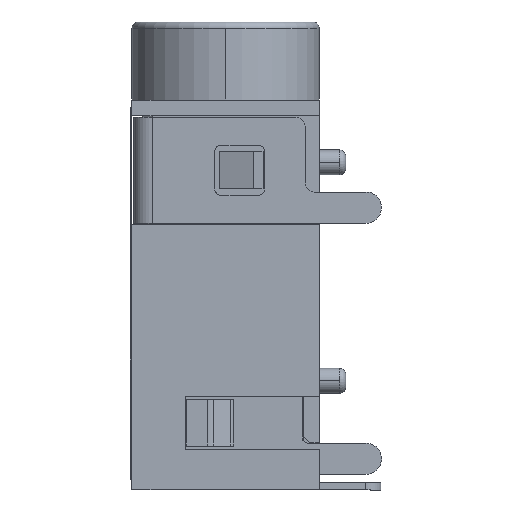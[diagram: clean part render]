
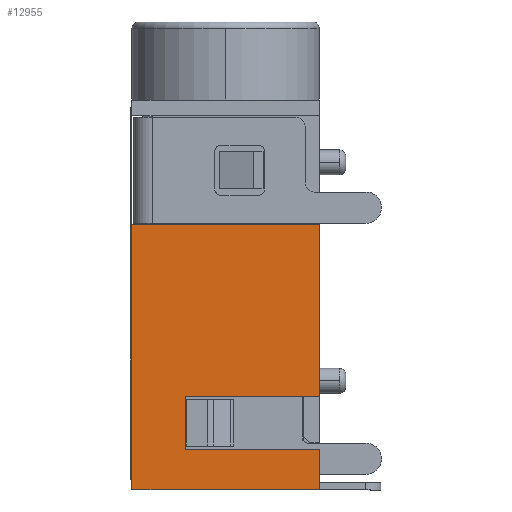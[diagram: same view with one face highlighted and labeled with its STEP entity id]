
A CAD part, left-side view. The second image highlights one B-rep face of the part: STEP entity #12955.
In plain terms, the highlighted planar face has unit normal (-1, 0, 0).
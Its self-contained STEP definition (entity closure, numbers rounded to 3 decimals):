
#199 = EDGE_LOOP ( 'NONE', ( #18214, #8160, #1417, #9974, #6652, #6499, #15685, #19537 ) ) ;
#422 = DIRECTION ( 'NONE',  ( 0., -1., 0. ) ) ;
#563 = VERTEX_POINT ( 'NONE', #8004 ) ;
#777 = DIRECTION ( 'NONE',  ( 0., -1., 0. ) ) ;
#920 = DIRECTION ( 'NONE',  ( 0., 0., -1. ) ) ;
#1417 = ORIENTED_EDGE ( 'NONE', *, *, #14477, .F. ) ;
#1512 = CARTESIAN_POINT ( 'NONE',  ( -3.55, 3., 3. ) ) ;
#1878 = CARTESIAN_POINT ( 'NONE',  ( -3.55, -3., 12.5 ) ) ;
#2408 = VECTOR ( 'NONE', #7999, 1000. ) ;
#2510 = CARTESIAN_POINT ( 'NONE',  ( -3.55, 1.3, 3. ) ) ;
#2533 = VECTOR ( 'NONE', #2865, 1000. ) ;
#2763 = DIRECTION ( 'NONE',  ( 0., 0., -1. ) ) ;
#2865 = DIRECTION ( 'NONE',  ( 0., 0., -1. ) ) ;
#3113 = CARTESIAN_POINT ( 'NONE',  ( -3.55, 1.3, 1.3 ) ) ;
#3349 = AXIS2_PLACEMENT_3D ( 'NONE', #13022, #8591, #920 ) ;
#3467 = VECTOR ( 'NONE', #12233, 1000. ) ;
#3836 = CARTESIAN_POINT ( 'NONE',  ( -3.55, -3., 0. ) ) ;
#3855 = VERTEX_POINT ( 'NONE', #3113 ) ;
#4936 = CARTESIAN_POINT ( 'NONE',  ( -3.55, 3., 8.5 ) ) ;
#4973 = LINE ( 'NONE', #1512, #13597 ) ;
#5316 = CARTESIAN_POINT ( 'NONE',  ( -3.55, 3., 8.5 ) ) ;
#6465 = LINE ( 'NONE', #1878, #2408 ) ;
#6499 = ORIENTED_EDGE ( 'NONE', *, *, #14345, .F. ) ;
#6652 = ORIENTED_EDGE ( 'NONE', *, *, #14701, .F. ) ;
#6713 = DIRECTION ( 'NONE',  ( 0., 0., -1. ) ) ;
#7075 = LINE ( 'NONE', #4936, #14295 ) ;
#7252 = LINE ( 'NONE', #19945, #3467 ) ;
#7313 = CARTESIAN_POINT ( 'NONE',  ( -3.55, -3., 12.5 ) ) ;
#7686 = EDGE_CURVE ( 'NONE', #7720, #10157, #8502, .T. ) ;
#7720 = VERTEX_POINT ( 'NONE', #11944 ) ;
#7999 = DIRECTION ( 'NONE',  ( 0., 0., -1. ) ) ;
#8004 = CARTESIAN_POINT ( 'NONE',  ( -3.55, -3., 8.5 ) ) ;
#8160 = ORIENTED_EDGE ( 'NONE', *, *, #15958, .T. ) ;
#8502 = LINE ( 'NONE', #7313, #2533 ) ;
#8591 = DIRECTION ( 'NONE',  ( 1., 0., 0. ) ) ;
#8702 = VERTEX_POINT ( 'NONE', #13669 ) ;
#8931 = EDGE_CURVE ( 'NONE', #563, #8702, #6465, .T. ) ;
#9730 = VERTEX_POINT ( 'NONE', #5316 ) ;
#9759 = EDGE_CURVE ( 'NONE', #8702, #13623, #4973, .T. ) ;
#9947 = CARTESIAN_POINT ( 'NONE',  ( -3.55, 3., 1.3 ) ) ;
#9974 = ORIENTED_EDGE ( 'NONE', *, *, #7686, .F. ) ;
#10138 = PLANE ( 'NONE',  #3349 ) ;
#10157 = VERTEX_POINT ( 'NONE', #3836 ) ;
#10481 = EDGE_CURVE ( 'NONE', #9730, #563, #7075, .T. ) ;
#10597 = VECTOR ( 'NONE', #2763, 1000. ) ;
#11294 = VECTOR ( 'NONE', #777, 1000. ) ;
#11942 = LINE ( 'NONE', #12829, #17999 ) ;
#11944 = CARTESIAN_POINT ( 'NONE',  ( -3.55, -3., 1.3 ) ) ;
#12233 = DIRECTION ( 'NONE',  ( 0., 1., 0. ) ) ;
#12308 = CARTESIAN_POINT ( 'NONE',  ( -3.55, 3., 0. ) ) ;
#12404 = FACE_OUTER_BOUND ( 'NONE', #199, .T. ) ;
#12829 = CARTESIAN_POINT ( 'NONE',  ( -3.55, 3., 12.5 ) ) ;
#12955 = ADVANCED_FACE ( 'NONE', ( #12404 ), #10138, .F. ) ;
#13022 = CARTESIAN_POINT ( 'NONE',  ( -3.55, 3., 12.5 ) ) ;
#13243 = LINE ( 'NONE', #19609, #10597 ) ;
#13597 = VECTOR ( 'NONE', #18288, 1000. ) ;
#13623 = VERTEX_POINT ( 'NONE', #2510 ) ;
#13669 = CARTESIAN_POINT ( 'NONE',  ( -3.55, -3., 3. ) ) ;
#14295 = VECTOR ( 'NONE', #422, 1000. ) ;
#14345 = EDGE_CURVE ( 'NONE', #13623, #3855, #13243, .T. ) ;
#14477 = EDGE_CURVE ( 'NONE', #10157, #14502, #7252, .T. ) ;
#14502 = VERTEX_POINT ( 'NONE', #12308 ) ;
#14701 = EDGE_CURVE ( 'NONE', #3855, #7720, #19299, .T. ) ;
#15685 = ORIENTED_EDGE ( 'NONE', *, *, #9759, .F. ) ;
#15958 = EDGE_CURVE ( 'NONE', #9730, #14502, #11942, .T. ) ;
#17999 = VECTOR ( 'NONE', #6713, 1000. ) ;
#18214 = ORIENTED_EDGE ( 'NONE', *, *, #10481, .F. ) ;
#18288 = DIRECTION ( 'NONE',  ( 0., 1., 0. ) ) ;
#19299 = LINE ( 'NONE', #9947, #11294 ) ;
#19537 = ORIENTED_EDGE ( 'NONE', *, *, #8931, .F. ) ;
#19609 = CARTESIAN_POINT ( 'NONE',  ( -3.55, 1.3, 12.5 ) ) ;
#19945 = CARTESIAN_POINT ( 'NONE',  ( -3.55, 3., 0. ) ) ;
